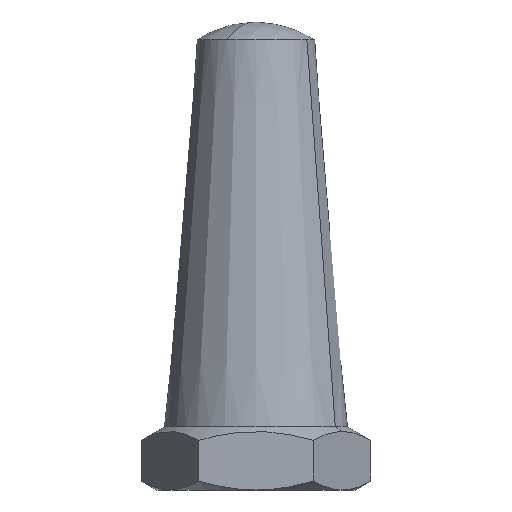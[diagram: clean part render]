
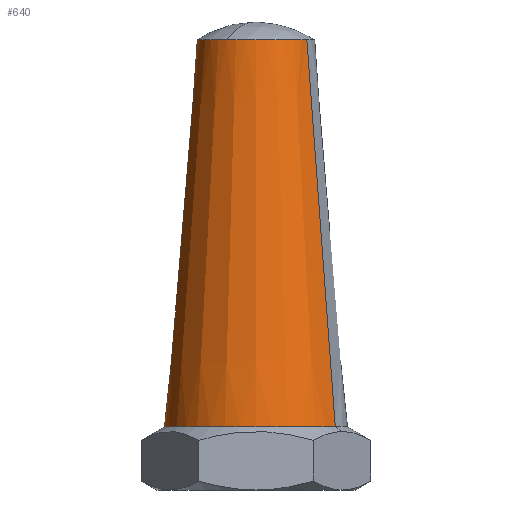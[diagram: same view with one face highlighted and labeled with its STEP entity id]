
A CAD part, left-side view. The second image highlights one B-rep face of the part: STEP entity #640.
In plain terms, the highlighted conical face has half-angle 4.844 degrees and reference radius 7.82 mm.
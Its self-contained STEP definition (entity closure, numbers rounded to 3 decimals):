
#16 = CARTESIAN_POINT ( 'NONE',  ( 2.508, 4.344, 38.472 ) ) ;
#17 = ORIENTED_EDGE ( 'NONE', *, *, #229, .T. ) ;
#23 = ORIENTED_EDGE ( 'NONE', *, *, #348, .T. ) ;
#46 = VERTEX_POINT ( 'NONE', #488 ) ;
#59 = CARTESIAN_POINT ( 'NONE',  ( 3.91, 6.772, 5.393 ) ) ;
#81 = VERTEX_POINT ( 'NONE', #187 ) ;
#113 = AXIS2_PLACEMENT_3D ( 'NONE', #342, #168, #404 ) ;
#126 = CIRCLE ( 'NONE', #258, 5.016 ) ;
#162 = VERTEX_POINT ( 'NONE', #745 ) ;
#168 = DIRECTION ( 'NONE',  ( 0., 0., -1. ) ) ;
#169 = ORIENTED_EDGE ( 'NONE', *, *, #586, .F. ) ;
#181 = DIRECTION ( 'NONE',  ( 0., 0., -1. ) ) ;
#187 = CARTESIAN_POINT ( 'NONE',  ( -3.91, -6.772, 5.393 ) ) ;
#203 = AXIS2_PLACEMENT_3D ( 'NONE', #231, #643, #646 ) ;
#229 = EDGE_CURVE ( 'NONE', #694, #162, #652, .T. ) ;
#231 = CARTESIAN_POINT ( 'NONE',  ( 0., 0., 5.393 ) ) ;
#245 = CARTESIAN_POINT ( 'NONE',  ( 0., 0., 38.472 ) ) ;
#250 = EDGE_CURVE ( 'NONE', #465, #46, #425, .T. ) ;
#258 = AXIS2_PLACEMENT_3D ( 'NONE', #308, #661, #300 ) ;
#295 = CARTESIAN_POINT ( 'NONE',  ( -3.91, -6.772, 5.393 ) ) ;
#300 = DIRECTION ( 'NONE',  ( 0.5, 0.866, 0. ) ) ;
#306 = DIRECTION ( 'NONE',  ( 0.042, 0.073, -0.996 ) ) ;
#308 = CARTESIAN_POINT ( 'NONE',  ( 0., 0., 38.472 ) ) ;
#320 = DIRECTION ( 'NONE',  ( -0.042, -0.073, -0.996 ) ) ;
#324 = LINE ( 'NONE', #295, #726 ) ;
#342 = CARTESIAN_POINT ( 'NONE',  ( 0., 0., 5.393 ) ) ;
#343 = CIRCLE ( 'NONE', #113, 7.82 ) ;
#348 = EDGE_CURVE ( 'NONE', #162, #465, #126, .T. ) ;
#404 = DIRECTION ( 'NONE',  ( 0.5, 0.866, 0. ) ) ;
#425 = LINE ( 'NONE', #59, #735 ) ;
#431 = CONICAL_SURFACE ( 'NONE', #203, 7.82, 0.085 ) ;
#464 = ORIENTED_EDGE ( 'NONE', *, *, #250, .T. ) ;
#465 = VERTEX_POINT ( 'NONE', #16 ) ;
#488 = CARTESIAN_POINT ( 'NONE',  ( 3.91, 6.772, 5.393 ) ) ;
#498 = EDGE_LOOP ( 'NONE', ( #746, #17, #23, #464, #169 ) ) ;
#529 = FACE_OUTER_BOUND ( 'NONE', #498, .T. ) ;
#582 = AXIS2_PLACEMENT_3D ( 'NONE', #245, #181, #602 ) ;
#586 = EDGE_CURVE ( 'NONE', #81, #46, #343, .T. ) ;
#596 = CARTESIAN_POINT ( 'NONE',  ( -2.508, -4.344, 38.472 ) ) ;
#602 = DIRECTION ( 'NONE',  ( 0.5, 0.866, 0. ) ) ;
#640 = ADVANCED_FACE ( 'NONE', ( #529 ), #431, .T. ) ;
#643 = DIRECTION ( 'NONE',  ( 0., 0., -1. ) ) ;
#646 = DIRECTION ( 'NONE',  ( 0.5, 0.866, 0. ) ) ;
#652 = CIRCLE ( 'NONE', #582, 5.016 ) ;
#661 = DIRECTION ( 'NONE',  ( 0., 0., -1. ) ) ;
#663 = EDGE_CURVE ( 'NONE', #694, #81, #324, .T. ) ;
#694 = VERTEX_POINT ( 'NONE', #596 ) ;
#726 = VECTOR ( 'NONE', #320, 1000. ) ;
#735 = VECTOR ( 'NONE', #306, 1000. ) ;
#745 = CARTESIAN_POINT ( 'NONE',  ( -4.344, 2.508, 38.472 ) ) ;
#746 = ORIENTED_EDGE ( 'NONE', *, *, #663, .F. ) ;
